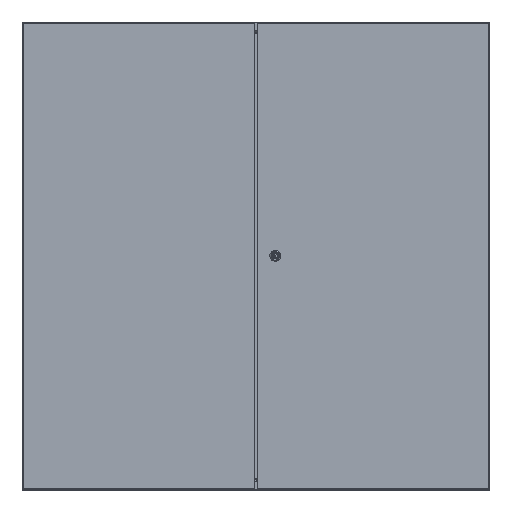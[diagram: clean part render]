
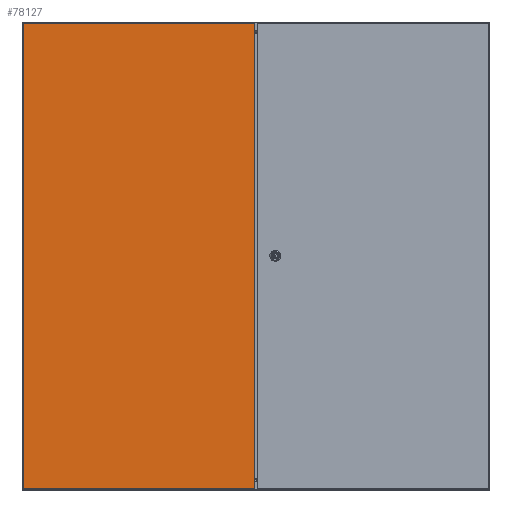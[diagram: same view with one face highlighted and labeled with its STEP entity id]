
A CAD part, top view. The second image highlights one B-rep face of the part: STEP entity #78127.
In plain terms, the highlighted planar face has unit normal (0, 0, 1).
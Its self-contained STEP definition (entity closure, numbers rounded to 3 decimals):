
#88 = VERTEX_POINT ( 'NONE', #38235 ) ;
#1628 = CARTESIAN_POINT ( 'NONE',  ( 597., 3., 17.5 ) ) ;
#1930 = ORIENTED_EDGE ( 'NONE', *, *, #2728, .T. ) ;
#2728 = EDGE_CURVE ( 'NONE', #52082, #88, #30994, .T. ) ;
#5981 = VECTOR ( 'NONE', #49659, 1000. ) ;
#10074 = VERTEX_POINT ( 'NONE', #87036 ) ;
#15558 = DIRECTION ( 'NONE',  ( 1., 0., 0. ) ) ;
#16711 = VERTEX_POINT ( 'NONE', #53539 ) ;
#19235 = ORIENTED_EDGE ( 'NONE', *, *, #86804, .T. ) ;
#21762 = CARTESIAN_POINT ( 'NONE',  ( 2.5, 3., 17.5 ) ) ;
#25630 = ORIENTED_EDGE ( 'NONE', *, *, #86930, .T. ) ;
#27219 = LINE ( 'NONE', #69297, #54738 ) ;
#30994 = LINE ( 'NONE', #66658, #49380 ) ;
#34784 = FACE_OUTER_BOUND ( 'NONE', #82182, .T. ) ;
#38235 = CARTESIAN_POINT ( 'NONE',  ( 597., 1197., 17.5 ) ) ;
#40514 = EDGE_CURVE ( 'NONE', #10074, #16711, #27219, .T. ) ;
#42812 = CARTESIAN_POINT ( 'NONE',  ( 2.5, 1197., 17.5 ) ) ;
#45459 = VECTOR ( 'NONE', #79360, 1000. ) ;
#49380 = VECTOR ( 'NONE', #67121, 1000. ) ;
#49659 = DIRECTION ( 'NONE',  ( 1., 0., 0. ) ) ;
#52082 = VERTEX_POINT ( 'NONE', #1628 ) ;
#53539 = CARTESIAN_POINT ( 'NONE',  ( 2.5, 3., 17.5 ) ) ;
#54738 = VECTOR ( 'NONE', #61532, 1000. ) ;
#61532 = DIRECTION ( 'NONE',  ( 0., -1., 0. ) ) ;
#65693 = DIRECTION ( 'NONE',  ( 0., 0., 1. ) ) ;
#66658 = CARTESIAN_POINT ( 'NONE',  ( 597., 1197., 17.5 ) ) ;
#67121 = DIRECTION ( 'NONE',  ( 0., 1., 0. ) ) ;
#69297 = CARTESIAN_POINT ( 'NONE',  ( 2.5, 1197., 17.5 ) ) ;
#76539 = ORIENTED_EDGE ( 'NONE', *, *, #40514, .T. ) ;
#76818 = CARTESIAN_POINT ( 'NONE',  ( 0., 0., 17.5 ) ) ;
#78127 = ADVANCED_FACE ( 'NONE', ( #34784 ), #83727, .T. ) ;
#79360 = DIRECTION ( 'NONE',  ( -1., 0., 0. ) ) ;
#82182 = EDGE_LOOP ( 'NONE', ( #76539, #19235, #1930, #25630 ) ) ;
#83304 = AXIS2_PLACEMENT_3D ( 'NONE', #76818, #65693, #15558 ) ;
#83727 = PLANE ( 'NONE',  #83304 ) ;
#84466 = LINE ( 'NONE', #21762, #5981 ) ;
#86265 = LINE ( 'NONE', #42812, #45459 ) ;
#86804 = EDGE_CURVE ( 'NONE', #16711, #52082, #84466, .T. ) ;
#86930 = EDGE_CURVE ( 'NONE', #88, #10074, #86265, .T. ) ;
#87036 = CARTESIAN_POINT ( 'NONE',  ( 2.5, 1197., 17.5 ) ) ;
